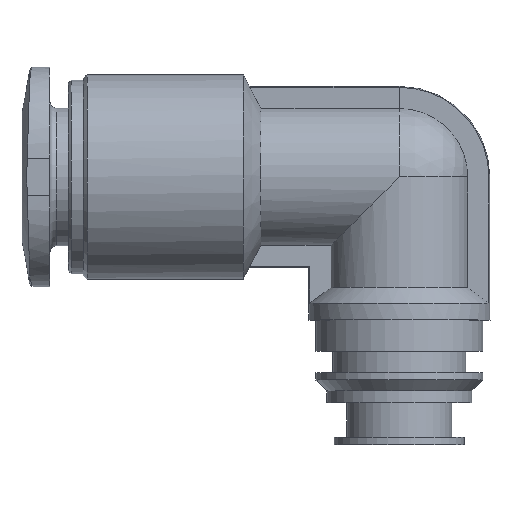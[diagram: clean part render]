
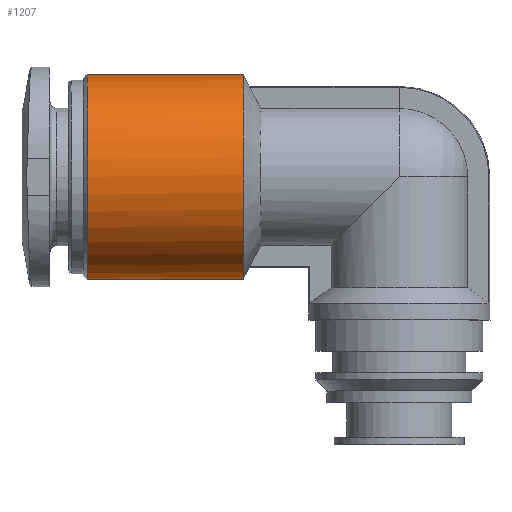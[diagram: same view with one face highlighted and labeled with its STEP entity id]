
A CAD part, top view. The second image highlights one B-rep face of the part: STEP entity #1207.
In plain terms, the highlighted cylindrical face has radius 5.5 mm (diameter 11 mm), a full revolution.
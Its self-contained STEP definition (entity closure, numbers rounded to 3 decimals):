
#39=CYLINDRICAL_SURFACE('',#1315,5.5);
#242=ORIENTED_EDGE('',*,*,#424,.F.);
#243=ORIENTED_EDGE('',*,*,#423,.T.);
#423=EDGE_CURVE('',#517,#517,#574,.T.);
#424=EDGE_CURVE('',#518,#518,#575,.T.);
#517=VERTEX_POINT('',#1828);
#518=VERTEX_POINT('',#1831);
#574=CIRCLE('',#1314,5.5);
#575=CIRCLE('',#1316,5.5);
#638=EDGE_LOOP('',(#242));
#639=EDGE_LOOP('',(#243));
#727=FACE_BOUND('',#638,.T.);
#728=FACE_BOUND('',#639,.T.);
#1207=ADVANCED_FACE('',(#727,#728),#39,.T.);
#1314=AXIS2_PLACEMENT_3D('',#1827,#1521,#1522);
#1315=AXIS2_PLACEMENT_3D('',#1829,#1523,#1524);
#1316=AXIS2_PLACEMENT_3D('',#1830,#1525,#1526);
#1521=DIRECTION('',(1.,0.,0.));
#1522=DIRECTION('',(0.,0.,-1.));
#1523=DIRECTION('',(1.,0.,0.));
#1524=DIRECTION('',(0.,0.,-1.));
#1525=DIRECTION('',(1.,0.,0.));
#1526=DIRECTION('',(0.,0.,-1.));
#1827=CARTESIAN_POINT('',(-16.8,7.7,0.));
#1828=CARTESIAN_POINT('',(-16.8,7.7,-5.5));
#1829=CARTESIAN_POINT('',(0.,7.7,0.));
#1830=CARTESIAN_POINT('',(-8.4,7.7,0.));
#1831=CARTESIAN_POINT('',(-8.4,7.7,-5.5));
